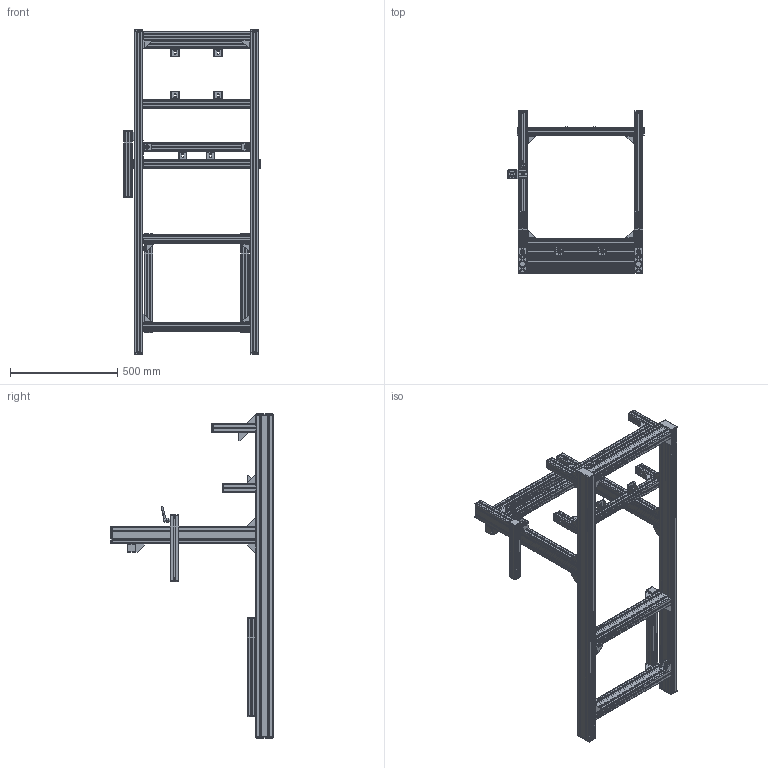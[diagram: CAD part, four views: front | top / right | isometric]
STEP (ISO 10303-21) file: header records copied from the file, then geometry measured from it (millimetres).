
FILE_DESCRIPTION (( 'STEP AP203' ), '1' );
FILE_NAME ('1721031124628 扻膬鼏.STEP', '2024-07-15T10:43:54', ( '' ), ( '' ), 'SwSTEP 2.0', 'SolidWorks 2021', '' );
FILE_SCHEMA (( 'CONFIG_CONTROL_DESIGN' ));
Length unit declared in the file: millimetre
Products named in the file (17): 1.11.040040.43SPx500.00(6); 0.63.D06912.08016; 1721031124628 扻膬鼏; 1.11.040080.64SPx1500.00(8); 0.63.WN7381.08016; 1.63.52040040(A_90); 1.11.040040.43SPx580.00(2); 1.11.040080.64SPx670.00(7); 1.46.204.4039.1; 1.11.040080.64SPx500.00(9); 1.32.4EM8; 1.42.20408.2; 1.11.040040.43SPx200.00(4); 1.11.040040.43SPx300.00(1); 1.11.040040.43SPx150.00(3); 1.42.20404.2; 1.11.040040.43SPx450.00(5)
Assembly tree (189 placements, depth 2):
  1721031124628 扻膬鼏
    0.63.WN7381.08016  x58
    1.32.4EM8  x60
    0.63.D06912.08016  x2
    1.11.040080.64SPx1500.00(8)  x2
    1.11.040080.64SPx500.00(9)  x3
    1.11.040080.64SPx670.00(7)  x2
    1.11.040040.43SPx450.00(5)  x2
    1.11.040040.43SPx200.00(4)  x2
    1.11.040040.43SPx150.00(3)  x2
    1.11.040040.43SPx500.00(6)  x3
    1.11.040040.43SPx580.00(2)
    1.11.040040.43SPx300.00(1)
    1.46.204.4039.1  x32
    1.63.52040040(A_90)
    1.42.20408.2  x6
    1.42.20404.2  x12
Bounding box: 636 x 756 x 1512 mm (x, y, z)
Volume: 11233787.1 mm3; surface area: 6456466.8 mm2
Topology: 191 solids, 191 shells, 5601 faces, 14203 edges, 9273 vertices
Faces by surface type: plane 3358, cylinder 1556, cone 493, sphere 116, torus 78
Entity records: 44745 total; most frequent: CARTESIAN_POINT 6823, DIRECTION 6802, ORIENTED_EDGE 6434, EDGE_CURVE 3217, LINE 2284, VECTOR 2284, AXIS2_PLACEMENT_3D 2259, VERTEX_POINT 2129
